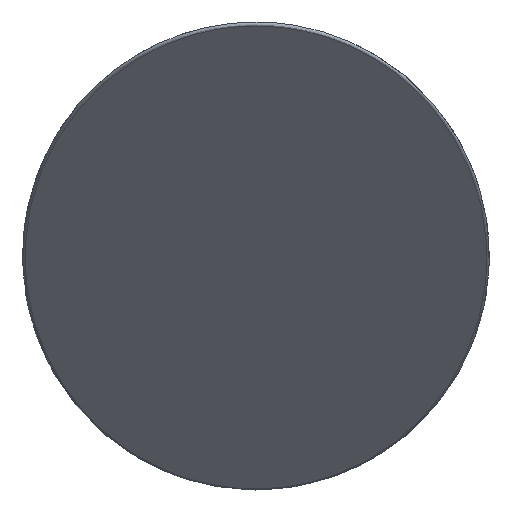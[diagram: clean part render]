
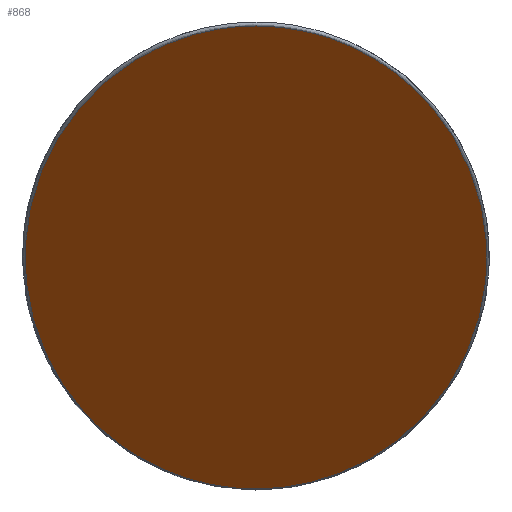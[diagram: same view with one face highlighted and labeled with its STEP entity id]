
A CAD part, top view. The second image highlights one B-rep face of the part: STEP entity #868.
In plain terms, the highlighted planar face has unit normal (0, -0.707, 0.707).
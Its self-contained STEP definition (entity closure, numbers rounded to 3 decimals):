
#15=ELLIPSE('',#933,28.001,19.8);
#21=PLANE('',#936);
#70=FACE_OUTER_BOUND('',#118,.T.);
#118=EDGE_LOOP('',(#776));
#378=VERTEX_POINT('',#3974);
#510=EDGE_CURVE('',#378,#378,#15,.T.);
#776=ORIENTED_EDGE('',*,*,#510,.F.);
#868=ADVANCED_FACE('',(#70),#21,.F.);
#933=AXIS2_PLACEMENT_3D('',#3976,#1076,#1077);
#936=AXIS2_PLACEMENT_3D('',#3980,#1082,#1083);
#1076=DIRECTION('center_axis',(0.,0.707,-0.707));
#1077=DIRECTION('ref_axis',(0.,-0.707,-0.707));
#1082=DIRECTION('center_axis',(0.,0.707,-0.707));
#1083=DIRECTION('ref_axis',(0.,0.707,0.707));
#3974=CARTESIAN_POINT('',(0.,19.659,69.659));
#3976=CARTESIAN_POINT('Origin',(0.,-0.141,49.859));
#3980=CARTESIAN_POINT('Origin',(0.,-20.,30.));
